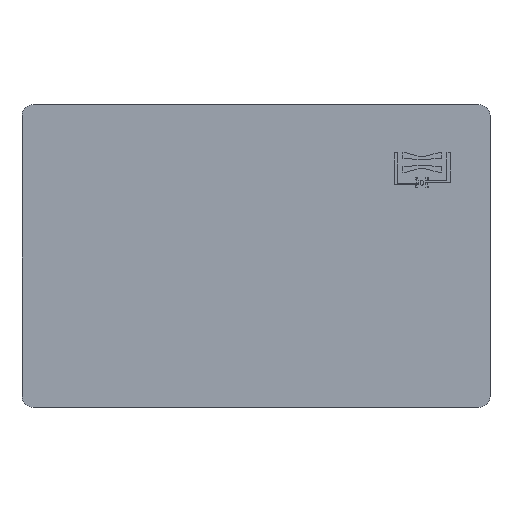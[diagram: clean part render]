
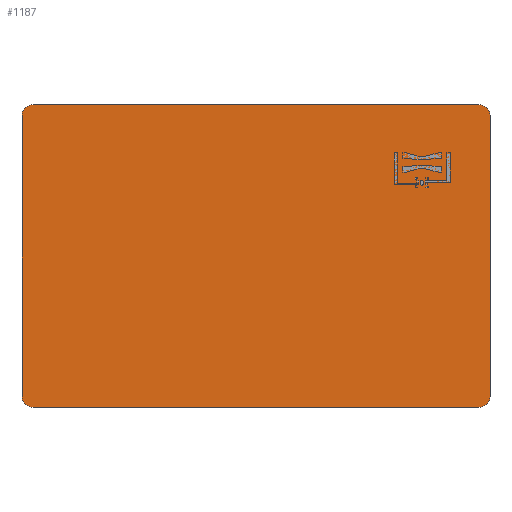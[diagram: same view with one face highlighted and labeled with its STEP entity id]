
A CAD part, top view. The second image highlights one B-rep face of the part: STEP entity #1187.
In plain terms, the highlighted planar face has unit normal (0, 0, 1).
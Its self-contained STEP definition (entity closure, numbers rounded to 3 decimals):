
#88 = EDGE_CURVE ( 'NONE', #31304, #64070, #36585, .T. ) ;
#390 = VERTEX_POINT ( 'NONE', #48125 ) ;
#1187 = ADVANCED_FACE ( 'NONE', ( #58686 ), #30012, .F. ) ;
#1208 = DIRECTION ( 'NONE',  ( -1., 0., 0. ) ) ;
#1845 = LINE ( 'NONE', #46201, #23108 ) ;
#2126 = AXIS2_PLACEMENT_3D ( 'NONE', #28855, #51023, #1208 ) ;
#2226 = ORIENTED_EDGE ( 'NONE', *, *, #22577, .T. ) ;
#2977 = EDGE_CURVE ( 'NONE', #16183, #28194, #1845, .T. ) ;
#4762 = EDGE_LOOP ( 'NONE', ( #62264, #11641, #30532, #42526, #22923, #35605, #2226, #51230 ) ) ;
#5574 = VERTEX_POINT ( 'NONE', #35672 ) ;
#5891 = AXIS2_PLACEMENT_3D ( 'NONE', #51519, #46062, #12959 ) ;
#6149 = EDGE_CURVE ( 'NONE', #28194, #65701, #40695, .T. ) ;
#11641 = ORIENTED_EDGE ( 'NONE', *, *, #2977, .T. ) ;
#12959 = DIRECTION ( 'NONE',  ( -1., 0., 0. ) ) ;
#15504 = DIRECTION ( 'NONE',  ( 0., 0., 1. ) ) ;
#15541 = EDGE_CURVE ( 'NONE', #65701, #57505, #65555, .T. ) ;
#16183 = VERTEX_POINT ( 'NONE', #62419 ) ;
#17205 = CARTESIAN_POINT ( 'NONE',  ( -42.5, -25.5, 0.9 ) ) ;
#19278 = DIRECTION ( 'NONE',  ( 0., 0., 1. ) ) ;
#19735 = CARTESIAN_POINT ( 'NONE',  ( 40.5, -27.5, 0.9 ) ) ;
#22236 = EDGE_CURVE ( 'NONE', #390, #16183, #33477, .T. ) ;
#22577 = EDGE_CURVE ( 'NONE', #64070, #5574, #70487, .T. ) ;
#22923 = ORIENTED_EDGE ( 'NONE', *, *, #35581, .T. ) ;
#23108 = VECTOR ( 'NONE', #34210, 1000. ) ;
#25266 = VECTOR ( 'NONE', #70082, 1000. ) ;
#25344 = CARTESIAN_POINT ( 'NONE',  ( -40.5, -27.5, 0.9 ) ) ;
#26173 = CARTESIAN_POINT ( 'NONE',  ( -40.5, -25.5, 0.9 ) ) ;
#27013 = DIRECTION ( 'NONE',  ( 0., -1., 0. ) ) ;
#28194 = VERTEX_POINT ( 'NONE', #31926 ) ;
#28855 = CARTESIAN_POINT ( 'NONE',  ( 40.5, 25.5, 0.9 ) ) ;
#28982 = CARTESIAN_POINT ( 'NONE',  ( -42.5, 25.5, 0.9 ) ) ;
#30012 = PLANE ( 'NONE',  #61337 ) ;
#30532 = ORIENTED_EDGE ( 'NONE', *, *, #6149, .T. ) ;
#31304 = VERTEX_POINT ( 'NONE', #54700 ) ;
#31926 = CARTESIAN_POINT ( 'NONE',  ( -40.5, 27.5, 0.9 ) ) ;
#31944 = EDGE_CURVE ( 'NONE', #5574, #390, #46924, .T. ) ;
#32595 = CARTESIAN_POINT ( 'NONE',  ( 40.5, -25.5, 0.9 ) ) ;
#33477 = CIRCLE ( 'NONE', #2126, 2. ) ;
#34210 = DIRECTION ( 'NONE',  ( -1., 0., 0. ) ) ;
#35581 = EDGE_CURVE ( 'NONE', #57505, #31304, #70076, .T. ) ;
#35605 = ORIENTED_EDGE ( 'NONE', *, *, #88, .T. ) ;
#35672 = CARTESIAN_POINT ( 'NONE',  ( 42.5, -25.5, 0.9 ) ) ;
#36006 = DIRECTION ( 'NONE',  ( 0., 1., 0. ) ) ;
#36144 = CARTESIAN_POINT ( 'NONE',  ( 40.5, 25.5, 0.9 ) ) ;
#36585 = LINE ( 'NONE', #25344, #25266 ) ;
#40695 = CIRCLE ( 'NONE', #5891, 2. ) ;
#41524 = VECTOR ( 'NONE', #27013, 1000. ) ;
#42526 = ORIENTED_EDGE ( 'NONE', *, *, #15541, .T. ) ;
#46062 = DIRECTION ( 'NONE',  ( 0., 0., 1. ) ) ;
#46201 = CARTESIAN_POINT ( 'NONE',  ( -40.5, 27.5, 0.9 ) ) ;
#46924 = LINE ( 'NONE', #69132, #56221 ) ;
#47739 = CARTESIAN_POINT ( 'NONE',  ( -42.5, 25.5, 0.9 ) ) ;
#48125 = CARTESIAN_POINT ( 'NONE',  ( 42.5, 25.5, 0.9 ) ) ;
#48960 = DIRECTION ( 'NONE',  ( 1., 0., 0. ) ) ;
#51023 = DIRECTION ( 'NONE',  ( 0., 0., 1. ) ) ;
#51230 = ORIENTED_EDGE ( 'NONE', *, *, #31944, .T. ) ;
#51519 = CARTESIAN_POINT ( 'NONE',  ( -40.5, 25.5, 0.9 ) ) ;
#52884 = DIRECTION ( 'NONE',  ( 0., 0., -1. ) ) ;
#54700 = CARTESIAN_POINT ( 'NONE',  ( -40.5, -27.5, 0.9 ) ) ;
#55359 = AXIS2_PLACEMENT_3D ( 'NONE', #32595, #15504, #48960 ) ;
#56221 = VECTOR ( 'NONE', #36006, 1000. ) ;
#57505 = VERTEX_POINT ( 'NONE', #17205 ) ;
#57622 = DIRECTION ( 'NONE',  ( -1., 0., 0. ) ) ;
#58686 = FACE_OUTER_BOUND ( 'NONE', #4762, .T. ) ;
#61337 = AXIS2_PLACEMENT_3D ( 'NONE', #36144, #52884, #57622 ) ;
#62264 = ORIENTED_EDGE ( 'NONE', *, *, #22236, .T. ) ;
#62419 = CARTESIAN_POINT ( 'NONE',  ( 40.5, 27.5, 0.9 ) ) ;
#63626 = DIRECTION ( 'NONE',  ( 1., 0., 0. ) ) ;
#64070 = VERTEX_POINT ( 'NONE', #19735 ) ;
#65555 = LINE ( 'NONE', #47739, #41524 ) ;
#65701 = VERTEX_POINT ( 'NONE', #28982 ) ;
#69132 = CARTESIAN_POINT ( 'NONE',  ( 42.5, 25.5, 0.9 ) ) ;
#70076 = CIRCLE ( 'NONE', #71223, 2. ) ;
#70082 = DIRECTION ( 'NONE',  ( 1., 0., 0. ) ) ;
#70487 = CIRCLE ( 'NONE', #55359, 2. ) ;
#71223 = AXIS2_PLACEMENT_3D ( 'NONE', #26173, #19278, #63626 ) ;
